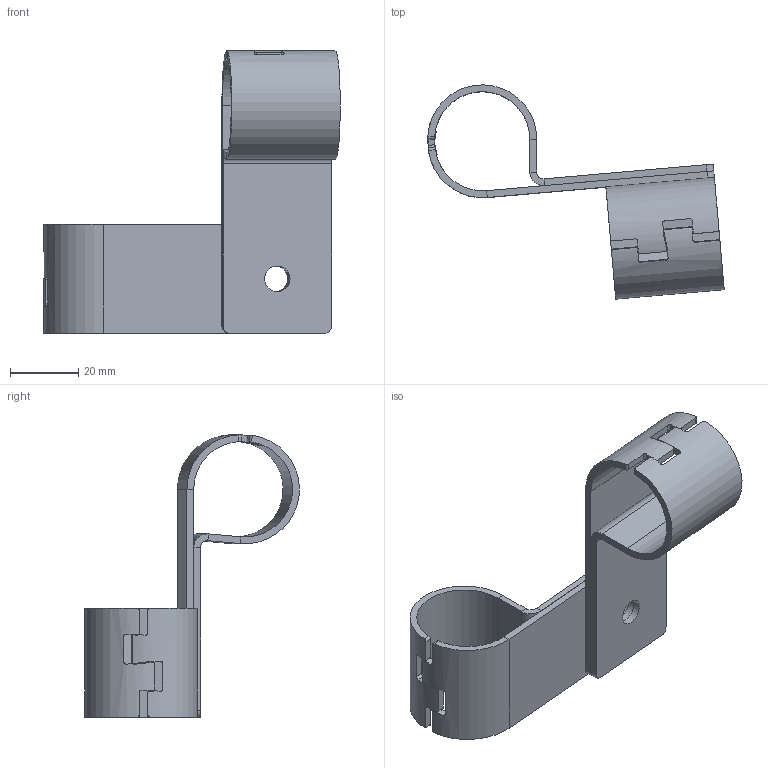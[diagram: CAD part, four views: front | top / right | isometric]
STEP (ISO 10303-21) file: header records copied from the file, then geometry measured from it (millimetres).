
FILE_DESCRIPTION((''),'2;1');
FILE_NAME('86113.stp','2020-06-24T09:25:36',('arma04'),(''),'Autodesk Inventor 2013','Autodesk Inventor 2013','');
FILE_SCHEMA(('AUTOMOTIVE_DESIGN { 1 0 10303 214 1 1 1 1 }'));
Length unit declared in the file: millimetre
Products named in the file (3): 86113; 86113 - I; 86113 - II
Assembly tree (4 placements, depth 2):
  86113
    86113 - I  x2
    86113 - II  x2
Bounding box: 87.11 x 63.06 x 83 mm (x, y, z)
Volume: 25509.2 mm3; surface area: 27959.3 mm2
Topology: 4 solids, 4 shells, 124 faces, 320 edges, 204 vertices
Faces by surface type: plane 68, cylinder 56
Full cylindrical faces by diameter (mm): 7.5 x4
Entity records: 2218 total; most frequent: CARTESIAN_POINT 661, ORIENTED_EDGE 312, DIRECTION 298, EDGE_CURVE 156, AXIS2_PLACEMENT_3D 105, VERTEX_POINT 100, VECTOR 88, LINE 88
